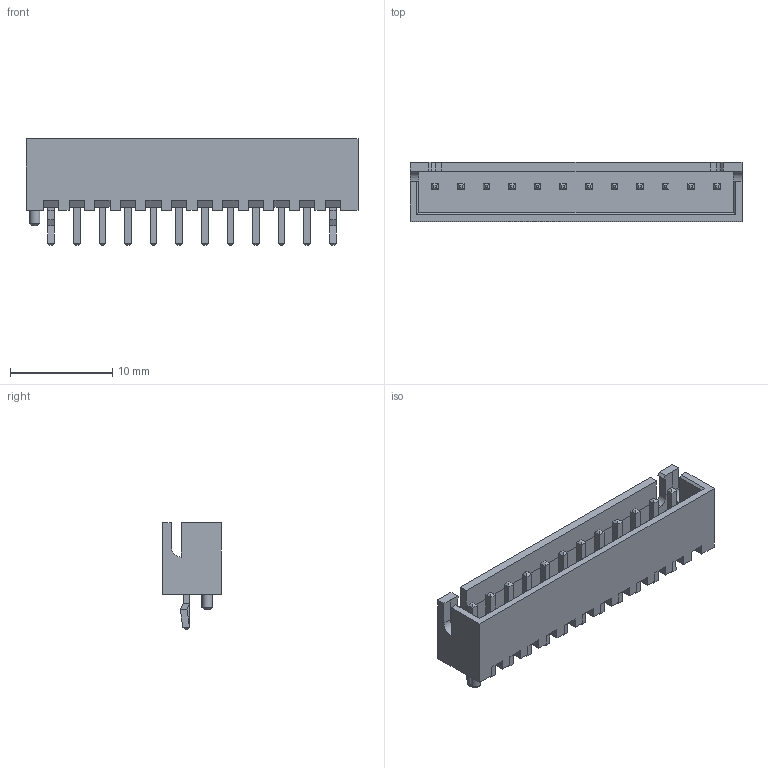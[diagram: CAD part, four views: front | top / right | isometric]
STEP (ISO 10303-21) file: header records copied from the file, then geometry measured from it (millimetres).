
FILE_DESCRIPTION(('FreeCAD Model'),'2;1');
FILE_NAME('JST_XH_B12B_XH_AM_1x12_P2_50mm_Vertical_cp.step','2020-08-28T14:31:40',( 'kicad StepUp'),('ksu MCAD'),'Open CASCADE STEP processor 7.3', 'FreeCAD','Unknown');
FILE_SCHEMA(('AUTOMOTIVE_DESIGN { 1 0 10303 214 1 1 1 1 }'));
Length unit declared in the file: millimetre
Products named in the file (1): JST_XH_B12B_XH_AM_1x12_P2_50mm_Vertical_cp
Bounding box: 32.4 x 5.75 x 10.4 mm (x, y, z)
Volume: 640.2 mm3; surface area: 1617.2 mm2
Topology: 13 solids, 13 shells, 305 faces, 715 edges, 437 vertices
Faces by surface type: plane 299, cylinder 5, cone 1
Full cylindrical faces by diameter (mm): 1 x1
Entity records: 10512 total; most frequent: CARTESIAN_POINT 1458, ORIENTED_EDGE 1430, DIRECTION 1338, EDGE_CURVE 715, LINE 704, VECTOR 704, VERTEX_POINT 437, AXIS2_PLACEMENT_3D 317
